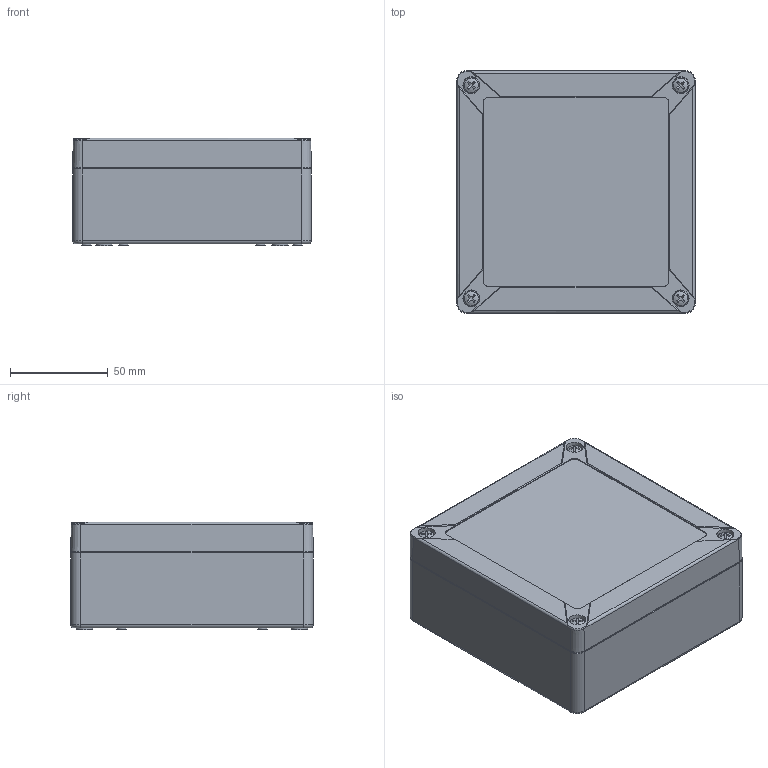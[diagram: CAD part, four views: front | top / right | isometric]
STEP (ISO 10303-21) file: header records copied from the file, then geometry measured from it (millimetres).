
FILE_DESCRIPTION( ( 'STEP AP214' ), ' ' );
FILE_NAME( '10100501.stp', '2016-04-07T14:58:00', ( '' ), ( '' ), ' ', 'PARTsolutions', ' ' );
FILE_SCHEMA( ( 'AUTOMOTIVE_DESIGN { 1 0 10303 214 1 1 1 1 }' ) );
Length unit declared in the file: millimetre
Products named in the file (4): 10100501; _Kasten_TG1212-6-o; _Deckel_TG1212-t; _TG-Schnellverschluss-28mm
Assembly tree (6 placements, depth 2):
  10100501
    _Kasten_TG1212-6-o
    _Deckel_TG1212-t
    _TG-Schnellverschluss-28mm  x4
Bounding box: 122 x 124 x 55 mm (x, y, z)
Volume: 180202.5 mm3; surface area: 133969.3 mm2
Topology: 6 solids, 6 shells, 706 faces, 1800 edges, 1176 vertices
Faces by surface type: plane 430, cylinder 176, cone 76, torus 20, sphere 4
Full cylindrical faces by diameter (mm): 1.2 x4, 3 x12, 3.4 x12, 4.5 x4, 4.9 x8, 8.25 x4, 8.5 x4
Entity records: 24594 total; most frequent: CARTESIAN_POINT 4128, DIRECTION 3198, ORIENTED_EDGE 3108, EDGE_CURVE 1554, AXIS2_PLACEMENT_3D 1152, VERTEX_POINT 1054, LINE 894, VECTOR 894
